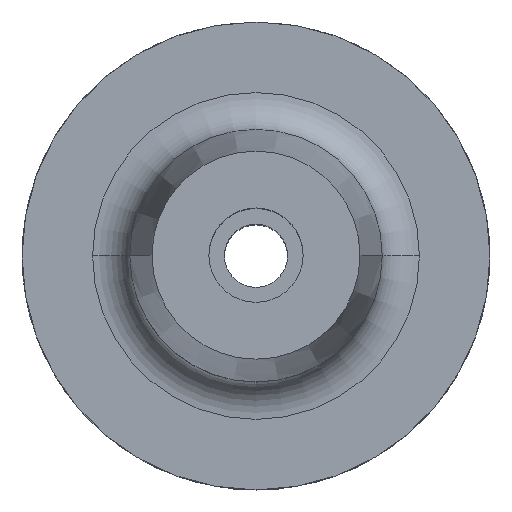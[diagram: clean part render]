
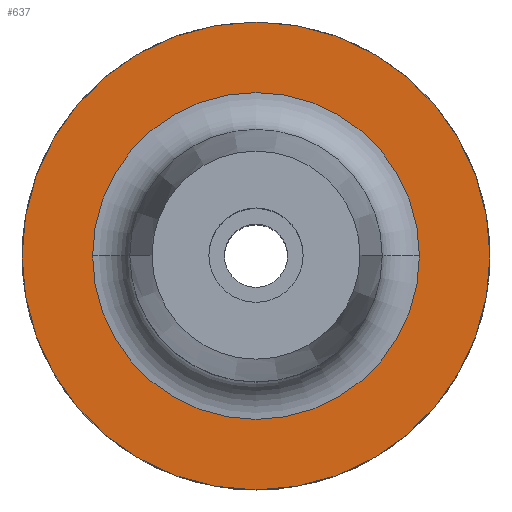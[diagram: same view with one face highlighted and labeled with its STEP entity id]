
A CAD part, top view. The second image highlights one B-rep face of the part: STEP entity #637.
In plain terms, the highlighted planar face has unit normal (0, 0, 1).
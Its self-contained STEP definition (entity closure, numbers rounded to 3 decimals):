
#64 = CIRCLE ( 'NONE', #594, 31.5 ) ;
#123 = ORIENTED_EDGE ( 'NONE', *, *, #371, .T. ) ;
#217 = DIRECTION ( 'NONE',  ( -1., 0., 0. ) ) ;
#235 = DIRECTION ( 'NONE',  ( 0., 0., -1. ) ) ;
#285 = VERTEX_POINT ( 'NONE', #1118 ) ;
#310 = VERTEX_POINT ( 'NONE', #1017 ) ;
#330 = PLANE ( 'NONE',  #1499 ) ;
#335 = DIRECTION ( 'NONE',  ( -1., 0., 0. ) ) ;
#343 = DIRECTION ( 'NONE',  ( 0., 0., -1. ) ) ;
#371 = EDGE_CURVE ( 'NONE', #285, #1176, #393, .T. ) ;
#393 = CIRCLE ( 'NONE', #1222, 22. ) ;
#469 = CARTESIAN_POINT ( 'NONE',  ( 0., 0., 27. ) ) ;
#522 = EDGE_CURVE ( 'NONE', #841, #310, #1669, .T. ) ;
#524 = ORIENTED_EDGE ( 'NONE', *, *, #651, .T. ) ;
#578 = DIRECTION ( 'NONE',  ( 0., 0., -1. ) ) ;
#594 = AXIS2_PLACEMENT_3D ( 'NONE', #1701, #235, #217 ) ;
#637 = ADVANCED_FACE ( 'NONE', ( #710, #662 ), #330, .F. ) ;
#642 = CARTESIAN_POINT ( 'NONE',  ( 31.5, 0., 27. ) ) ;
#651 = EDGE_CURVE ( 'NONE', #1176, #285, #1181, .T. ) ;
#662 = FACE_OUTER_BOUND ( 'NONE', #1630, .T. ) ;
#684 = ORIENTED_EDGE ( 'NONE', *, *, #1476, .F. ) ;
#710 = FACE_BOUND ( 'NONE', #808, .T. ) ;
#787 = AXIS2_PLACEMENT_3D ( 'NONE', #1535, #1542, #1655 ) ;
#808 = EDGE_LOOP ( 'NONE', ( #524, #123 ) ) ;
#837 = CARTESIAN_POINT ( 'NONE',  ( 0., 0., 27. ) ) ;
#841 = VERTEX_POINT ( 'NONE', #642 ) ;
#867 = CARTESIAN_POINT ( 'NONE',  ( 0., 0., 27. ) ) ;
#895 = DIRECTION ( 'NONE',  ( 0., 0., -1. ) ) ;
#907 = ORIENTED_EDGE ( 'NONE', *, *, #522, .F. ) ;
#1017 = CARTESIAN_POINT ( 'NONE',  ( -31.5, 0., 27. ) ) ;
#1100 = CARTESIAN_POINT ( 'NONE',  ( -22., 0., 27. ) ) ;
#1118 = CARTESIAN_POINT ( 'NONE',  ( 22., 0., 27. ) ) ;
#1176 = VERTEX_POINT ( 'NONE', #1100 ) ;
#1181 = CIRCLE ( 'NONE', #787, 22. ) ;
#1222 = AXIS2_PLACEMENT_3D ( 'NONE', #469, #895, #335 ) ;
#1465 = AXIS2_PLACEMENT_3D ( 'NONE', #837, #578, #1523 ) ;
#1476 = EDGE_CURVE ( 'NONE', #310, #841, #64, .T. ) ;
#1499 = AXIS2_PLACEMENT_3D ( 'NONE', #867, #343, #1529 ) ;
#1523 = DIRECTION ( 'NONE',  ( -1., 0., 0. ) ) ;
#1529 = DIRECTION ( 'NONE',  ( -1., 0., 0. ) ) ;
#1535 = CARTESIAN_POINT ( 'NONE',  ( 0., 0., 27. ) ) ;
#1542 = DIRECTION ( 'NONE',  ( 0., 0., -1. ) ) ;
#1630 = EDGE_LOOP ( 'NONE', ( #684, #907 ) ) ;
#1655 = DIRECTION ( 'NONE',  ( -1., 0., 0. ) ) ;
#1669 = CIRCLE ( 'NONE', #1465, 31.5 ) ;
#1701 = CARTESIAN_POINT ( 'NONE',  ( 0., 0., 27. ) ) ;
